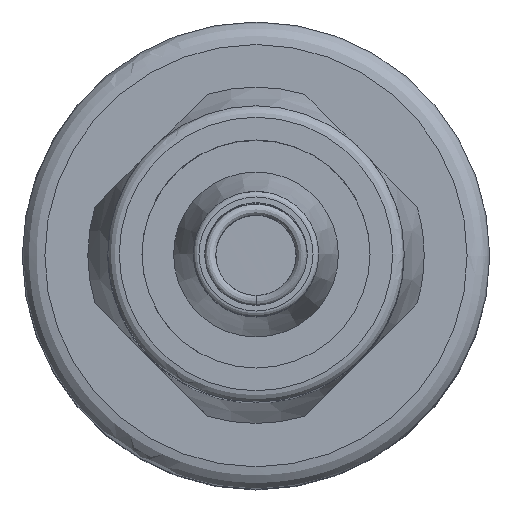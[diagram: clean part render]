
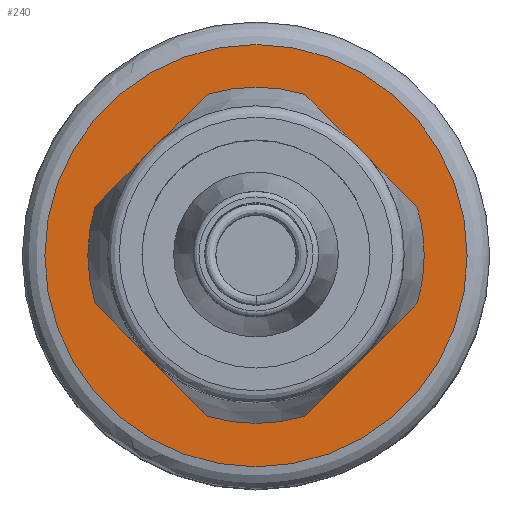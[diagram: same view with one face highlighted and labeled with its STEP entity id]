
A CAD part, top view. The second image highlights one B-rep face of the part: STEP entity #240.
In plain terms, the highlighted planar face has unit normal (0, 0, 1).
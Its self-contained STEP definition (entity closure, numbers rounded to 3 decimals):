
#127=PLANE('',#1499);
#240=ADVANCED_FACE('',(#323,#324),#127,.T.);
#323=FACE_BOUND('',#435,.T.);
#324=FACE_BOUND('',#436,.T.);
#435=EDGE_LOOP('',(#735));
#436=EDGE_LOOP('',(#736));
#735=ORIENTED_EDGE('',*,*,#897,.F.);
#736=ORIENTED_EDGE('',*,*,#1040,.F.);
#777=VERTEX_POINT('',#1912);
#882=VERTEX_POINT('',#2953);
#897=EDGE_CURVE('',#777,#777,#1072,.T.);
#1040=EDGE_CURVE('',#882,#882,#1122,.T.);
#1072=CIRCLE('',#1388,2.6);
#1122=CIRCLE('',#1498,3.704);
#1388=AXIS2_PLACEMENT_3D('',#1911,#1542,#1543);
#1498=AXIS2_PLACEMENT_3D('',#2952,#1835,#1836);
#1499=AXIS2_PLACEMENT_3D('',#2954,#1837,#1838);
#1542=DIRECTION('',(0.,0.,1.));
#1543=DIRECTION('',(1.,0.,0.));
#1835=DIRECTION('',(0.,0.,-1.));
#1836=DIRECTION('',(1.,0.,0.));
#1837=DIRECTION('',(0.,0.,1.));
#1838=DIRECTION('',(0.,-1.,0.));
#1911=CARTESIAN_POINT('',(0.,0.,6.2));
#1912=CARTESIAN_POINT('',(2.6,0.,6.2));
#2952=CARTESIAN_POINT('',(0.,0.,6.2));
#2953=CARTESIAN_POINT('',(3.704,0.,6.2));
#2954=CARTESIAN_POINT('',(-4.075,4.075,6.2));
